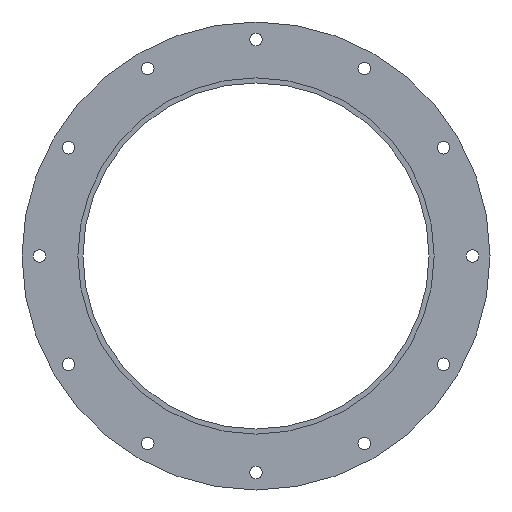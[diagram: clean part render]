
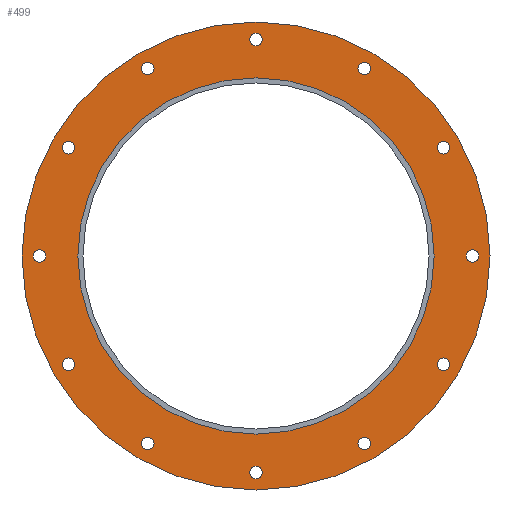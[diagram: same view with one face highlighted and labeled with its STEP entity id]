
A CAD part, front view. The second image highlights one B-rep face of the part: STEP entity #499.
In plain terms, the highlighted planar face has unit normal (0, -1, 0).
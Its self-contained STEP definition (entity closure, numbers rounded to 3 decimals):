
#9 = CIRCLE ( 'NONE', #361, 4.5 ) ;
#10 = CIRCLE ( 'NONE', #375, 4.5 ) ;
#11 = ORIENTED_EDGE ( 'NONE', *, *, #497, .T. ) ;
#12 = AXIS2_PLACEMENT_3D ( 'NONE', #544, #515, #67 ) ;
#17 = CIRCLE ( 'NONE', #173, 4.5 ) ;
#21 = DIRECTION ( 'NONE',  ( 0., -1., 0. ) ) ;
#22 = CARTESIAN_POINT ( 'NONE',  ( 0., -16., -159.5 ) ) ;
#23 = AXIS2_PLACEMENT_3D ( 'NONE', #280, #610, #87 ) ;
#30 = EDGE_CURVE ( 'NONE', #492, #492, #10, .T. ) ;
#34 = DIRECTION ( 'NONE',  ( 0., 1., 0. ) ) ;
#44 = EDGE_LOOP ( 'NONE', ( #458 ) ) ;
#45 = DIRECTION ( 'NONE',  ( 0., 0., -1. ) ) ;
#46 = AXIS2_PLACEMENT_3D ( 'NONE', #215, #270, #357 ) ;
#47 = FACE_BOUND ( 'NONE', #356, .T. ) ;
#67 = DIRECTION ( 'NONE',  ( 0., 0., -1. ) ) ;
#69 = VERTEX_POINT ( 'NONE', #376 ) ;
#71 = ORIENTED_EDGE ( 'NONE', *, *, #533, .T. ) ;
#75 = CARTESIAN_POINT ( 'NONE',  ( -134.234, -16., -82. ) ) ;
#86 = FACE_BOUND ( 'NONE', #170, .T. ) ;
#87 = DIRECTION ( 'NONE',  ( 0., 0., 1. ) ) ;
#93 = FACE_BOUND ( 'NONE', #474, .T. ) ;
#104 = CARTESIAN_POINT ( 'NONE',  ( -77.5, -16., 134.234 ) ) ;
#106 = VERTEX_POINT ( 'NONE', #22 ) ;
#109 = EDGE_LOOP ( 'NONE', ( #420 ) ) ;
#112 = VERTEX_POINT ( 'NONE', #424 ) ;
#114 = EDGE_LOOP ( 'NONE', ( #243 ) ) ;
#115 = AXIS2_PLACEMENT_3D ( 'NONE', #558, #511, #555 ) ;
#123 = DIRECTION ( 'NONE',  ( 0., 0., -1. ) ) ;
#127 = AXIS2_PLACEMENT_3D ( 'NONE', #526, #329, #123 ) ;
#143 = AXIS2_PLACEMENT_3D ( 'NONE', #322, #34, #520 ) ;
#149 = ORIENTED_EDGE ( 'NONE', *, *, #295, .T. ) ;
#153 = DIRECTION ( 'NONE',  ( 0., 1., 0. ) ) ;
#160 = FACE_BOUND ( 'NONE', #340, .T. ) ;
#163 = ORIENTED_EDGE ( 'NONE', *, *, #30, .T. ) ;
#165 = DIRECTION ( 'NONE',  ( 0., 0., -1. ) ) ;
#168 = CARTESIAN_POINT ( 'NONE',  ( 0., -16., 167.5 ) ) ;
#170 = EDGE_LOOP ( 'NONE', ( #11 ) ) ;
#171 = CARTESIAN_POINT ( 'NONE',  ( 77.5, -16., -138.734 ) ) ;
#173 = AXIS2_PLACEMENT_3D ( 'NONE', #343, #388, #192 ) ;
#174 = CARTESIAN_POINT ( 'NONE',  ( 77.5, -16., 134.234 ) ) ;
#176 = VERTEX_POINT ( 'NONE', #168 ) ;
#179 = EDGE_CURVE ( 'NONE', #176, #176, #253, .T. ) ;
#190 = EDGE_CURVE ( 'NONE', #414, #414, #282, .T. ) ;
#191 = VERTEX_POINT ( 'NONE', #324 ) ;
#192 = DIRECTION ( 'NONE',  ( 0., 0., -1. ) ) ;
#195 = CIRCLE ( 'NONE', #500, 4.5 ) ;
#200 = EDGE_CURVE ( 'NONE', #106, #106, #17, .T. ) ;
#204 = ORIENTED_EDGE ( 'NONE', *, *, #358, .T. ) ;
#209 = AXIS2_PLACEMENT_3D ( 'NONE', #104, #403, #404 ) ;
#213 = PLANE ( 'NONE',  #423 ) ;
#215 = CARTESIAN_POINT ( 'NONE',  ( -134.234, -16., -77.5 ) ) ;
#218 = CIRCLE ( 'NONE', #115, 4.5 ) ;
#220 = CIRCLE ( 'NONE', #209, 4.5 ) ;
#223 = CARTESIAN_POINT ( 'NONE',  ( 155., -16., 0. ) ) ;
#228 = FACE_BOUND ( 'NONE', #605, .T. ) ;
#235 = CARTESIAN_POINT ( 'NONE',  ( 77.5, -16., 129.734 ) ) ;
#238 = FACE_BOUND ( 'NONE', #614, .T. ) ;
#243 = ORIENTED_EDGE ( 'NONE', *, *, #469, .T. ) ;
#249 = ORIENTED_EDGE ( 'NONE', *, *, #200, .T. ) ;
#252 = VERTEX_POINT ( 'NONE', #608 ) ;
#253 = CIRCLE ( 'NONE', #23, 167.5 ) ;
#255 = EDGE_LOOP ( 'NONE', ( #249 ) ) ;
#264 = VERTEX_POINT ( 'NONE', #603 ) ;
#268 = DIRECTION ( 'NONE',  ( 0., 1., 0. ) ) ;
#270 = DIRECTION ( 'NONE',  ( 0., 1., 0. ) ) ;
#279 = DIRECTION ( 'NONE',  ( 0., 1., 0. ) ) ;
#280 = CARTESIAN_POINT ( 'NONE',  ( 0., -16., 0. ) ) ;
#282 = CIRCLE ( 'NONE', #604, 4.5 ) ;
#295 = EDGE_CURVE ( 'NONE', #252, #252, #220, .T. ) ;
#298 = FACE_BOUND ( 'NONE', #465, .T. ) ;
#299 = CARTESIAN_POINT ( 'NONE',  ( 77.5, -16., -134.234 ) ) ;
#302 = DIRECTION ( 'NONE',  ( 0., 0., 1. ) ) ;
#311 = ORIENTED_EDGE ( 'NONE', *, *, #440, .T. ) ;
#313 = EDGE_CURVE ( 'NONE', #501, #501, #348, .T. ) ;
#314 = CARTESIAN_POINT ( 'NONE',  ( 167.5, -16., 0. ) ) ;
#316 = DIRECTION ( 'NONE',  ( 0., 0., -1. ) ) ;
#322 = CARTESIAN_POINT ( 'NONE',  ( 134.234, -16., 77.5 ) ) ;
#324 = CARTESIAN_POINT ( 'NONE',  ( -77.5, -16., -138.734 ) ) ;
#329 = DIRECTION ( 'NONE',  ( 0., 1., 0. ) ) ;
#340 = EDGE_LOOP ( 'NONE', ( #537 ) ) ;
#343 = CARTESIAN_POINT ( 'NONE',  ( 0., -16., -155. ) ) ;
#346 = FACE_BOUND ( 'NONE', #494, .T. ) ;
#348 = CIRCLE ( 'NONE', #612, 127.5 ) ;
#350 = DIRECTION ( 'NONE',  ( 0., 0., -1. ) ) ;
#355 = ORIENTED_EDGE ( 'NONE', *, *, #457, .T. ) ;
#356 = EDGE_LOOP ( 'NONE', ( #149 ) ) ;
#357 = DIRECTION ( 'NONE',  ( 0., 0., -1. ) ) ;
#358 = EDGE_CURVE ( 'NONE', #112, #112, #534, .T. ) ;
#359 = EDGE_LOOP ( 'NONE', ( #71 ) ) ;
#360 = CARTESIAN_POINT ( 'NONE',  ( -155., -16., 0. ) ) ;
#361 = AXIS2_PLACEMENT_3D ( 'NONE', #223, #455, #165 ) ;
#369 = CIRCLE ( 'NONE', #127, 4.5 ) ;
#370 = CARTESIAN_POINT ( 'NONE',  ( 0., -16., 127.5 ) ) ;
#374 = CARTESIAN_POINT ( 'NONE',  ( 155., -16., -4.5 ) ) ;
#375 = AXIS2_PLACEMENT_3D ( 'NONE', #174, #279, #486 ) ;
#376 = CARTESIAN_POINT ( 'NONE',  ( 134.234, -16., 73. ) ) ;
#384 = AXIS2_PLACEMENT_3D ( 'NONE', #502, #153, #350 ) ;
#386 = FACE_BOUND ( 'NONE', #255, .T. ) ;
#388 = DIRECTION ( 'NONE',  ( 0., 1., 0. ) ) ;
#400 = CARTESIAN_POINT ( 'NONE',  ( 0., -16., 0. ) ) ;
#402 = EDGE_CURVE ( 'NONE', #191, #191, #459, .T. ) ;
#403 = DIRECTION ( 'NONE',  ( 0., 1., 0. ) ) ;
#404 = DIRECTION ( 'NONE',  ( 0., 0., -1. ) ) ;
#413 = VERTEX_POINT ( 'NONE', #75 ) ;
#414 = VERTEX_POINT ( 'NONE', #171 ) ;
#420 = ORIENTED_EDGE ( 'NONE', *, *, #179, .F. ) ;
#422 = ORIENTED_EDGE ( 'NONE', *, *, #595, .T. ) ;
#423 = AXIS2_PLACEMENT_3D ( 'NONE', #314, #21, #464 ) ;
#424 = CARTESIAN_POINT ( 'NONE',  ( 0., -16., 150.5 ) ) ;
#426 = CARTESIAN_POINT ( 'NONE',  ( -155., -16., -4.5 ) ) ;
#440 = EDGE_CURVE ( 'NONE', #454, #454, #195, .T. ) ;
#454 = VERTEX_POINT ( 'NONE', #426 ) ;
#455 = DIRECTION ( 'NONE',  ( 0., 1., 0. ) ) ;
#456 = CIRCLE ( 'NONE', #143, 4.5 ) ;
#457 = EDGE_CURVE ( 'NONE', #264, #264, #218, .T. ) ;
#458 = ORIENTED_EDGE ( 'NONE', *, *, #313, .T. ) ;
#459 = CIRCLE ( 'NONE', #12, 4.5 ) ;
#460 = ORIENTED_EDGE ( 'NONE', *, *, #190, .T. ) ;
#464 = DIRECTION ( 'NONE',  ( 0., 0., -1. ) ) ;
#465 = EDGE_LOOP ( 'NONE', ( #355 ) ) ;
#469 = EDGE_CURVE ( 'NONE', #413, #413, #519, .T. ) ;
#473 = FACE_BOUND ( 'NONE', #114, .T. ) ;
#474 = EDGE_LOOP ( 'NONE', ( #311 ) ) ;
#486 = DIRECTION ( 'NONE',  ( 0., 0., -1. ) ) ;
#492 = VERTEX_POINT ( 'NONE', #235 ) ;
#494 = EDGE_LOOP ( 'NONE', ( #204 ) ) ;
#497 = EDGE_CURVE ( 'NONE', #527, #527, #9, .T. ) ;
#499 = ADVANCED_FACE ( 'NONE', ( #386, #298, #86, #47, #228, #93, #553, #567, #160, #473, #346, #238, #586, #592 ), #213, .T. ) ;
#500 = AXIS2_PLACEMENT_3D ( 'NONE', #360, #268, #316 ) ;
#501 = VERTEX_POINT ( 'NONE', #370 ) ;
#502 = CARTESIAN_POINT ( 'NONE',  ( 0., -16., 155. ) ) ;
#511 = DIRECTION ( 'NONE',  ( 0., 1., 0. ) ) ;
#515 = DIRECTION ( 'NONE',  ( 0., 1., 0. ) ) ;
#519 = CIRCLE ( 'NONE', #46, 4.5 ) ;
#520 = DIRECTION ( 'NONE',  ( 0., 0., -1. ) ) ;
#525 = CARTESIAN_POINT ( 'NONE',  ( -134.234, -16., 73. ) ) ;
#526 = CARTESIAN_POINT ( 'NONE',  ( -134.234, -16., 77.5 ) ) ;
#527 = VERTEX_POINT ( 'NONE', #374 ) ;
#533 = EDGE_CURVE ( 'NONE', #69, #69, #456, .T. ) ;
#534 = CIRCLE ( 'NONE', #384, 4.5 ) ;
#537 = ORIENTED_EDGE ( 'NONE', *, *, #402, .T. ) ;
#538 = DIRECTION ( 'NONE',  ( 0., 1., 0. ) ) ;
#544 = CARTESIAN_POINT ( 'NONE',  ( -77.5, -16., -134.234 ) ) ;
#546 = EDGE_LOOP ( 'NONE', ( #460 ) ) ;
#553 = FACE_OUTER_BOUND ( 'NONE', #109, .T. ) ;
#555 = DIRECTION ( 'NONE',  ( 0., 0., -1. ) ) ;
#558 = CARTESIAN_POINT ( 'NONE',  ( 134.234, -16., -77.5 ) ) ;
#559 = VERTEX_POINT ( 'NONE', #525 ) ;
#567 = FACE_BOUND ( 'NONE', #44, .T. ) ;
#585 = DIRECTION ( 'NONE',  ( 0., 1., 0. ) ) ;
#586 = FACE_BOUND ( 'NONE', #359, .T. ) ;
#592 = FACE_BOUND ( 'NONE', #546, .T. ) ;
#595 = EDGE_CURVE ( 'NONE', #559, #559, #369, .T. ) ;
#603 = CARTESIAN_POINT ( 'NONE',  ( 134.234, -16., -82. ) ) ;
#604 = AXIS2_PLACEMENT_3D ( 'NONE', #299, #538, #45 ) ;
#605 = EDGE_LOOP ( 'NONE', ( #422 ) ) ;
#608 = CARTESIAN_POINT ( 'NONE',  ( -77.5, -16., 129.734 ) ) ;
#610 = DIRECTION ( 'NONE',  ( 0., 1., 0. ) ) ;
#612 = AXIS2_PLACEMENT_3D ( 'NONE', #400, #585, #302 ) ;
#614 = EDGE_LOOP ( 'NONE', ( #163 ) ) ;
